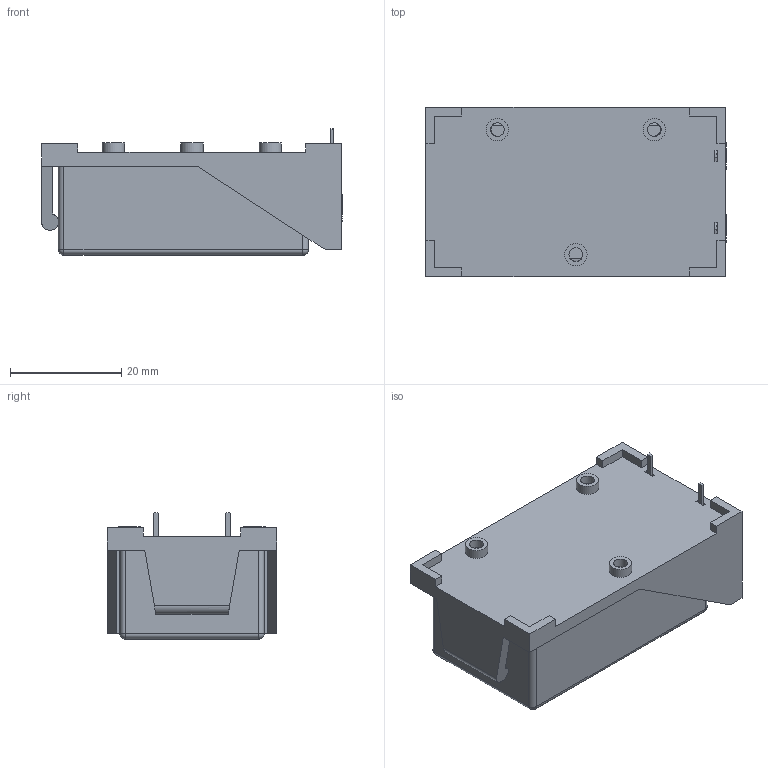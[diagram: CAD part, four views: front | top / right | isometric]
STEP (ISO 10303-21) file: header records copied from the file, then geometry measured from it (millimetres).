
FILE_DESCRIPTION(('FreeCAD Model'),'2;1');
FILE_NAME('Open CASCADE Shape Model','2024-11-20T12:21:29',(''),(''), 'Open CASCADE STEP processor 7.8','FreeCAD','Unknown');
FILE_SCHEMA(('AUTOMOTIVE_DESIGN { 1 0 10303 214 1 1 1 1 }'));
Length unit declared in the file: millimetre
Products named in the file (7): _v_battery_holder; butee; pin001; pin002; batterie; connecteur001; connecteur002
Assembly tree (6 placements, depth 2):
  _v_battery_holder
    butee
    pin001
    pin002
    batterie
    connecteur001
    connecteur002
Bounding box: 54.1 x 30.5 x 22.75 mm (x, y, z)
Volume: 26068.6 mm3; surface area: 11320.1 mm2
Topology: 6 solids, 6 shells, 210 faces, 504 edges, 306 vertices
Faces by surface type: plane 113, cylinder 75, bspline 14, sphere 8
Full cylindrical faces by diameter (mm): 2 x2, 2.5 x6, 3 x4, 4 x6, 5 x4, 7.5 x2
Entity records: 6320 total; most frequent: CARTESIAN_POINT 1355, DIRECTION 1002, ORIENTED_EDGE 992, EDGE_CURVE 496, AXIS2_PLACEMENT_3D 345, LINE 312, VECTOR 312, VERTEX_POINT 306
